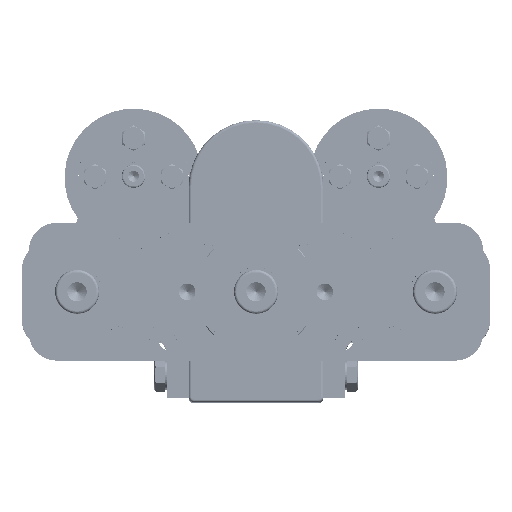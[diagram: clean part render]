
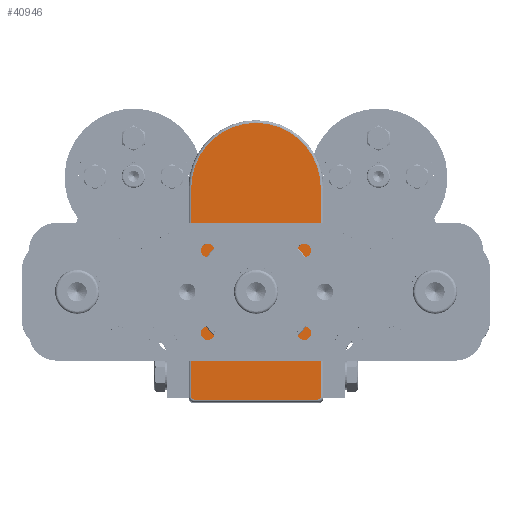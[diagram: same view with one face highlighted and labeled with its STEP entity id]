
A CAD part, top view. The second image highlights one B-rep face of the part: STEP entity #40946.
In plain terms, the highlighted planar face has unit normal (0, 0, 1).
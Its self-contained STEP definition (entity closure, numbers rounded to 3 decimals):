
#479 = CARTESIAN_POINT ( 'NONE',  ( 23.5, 38., 225. ) ) ;
#799 = CARTESIAN_POINT ( 'NONE',  ( 0., 0., 225. ) ) ;
#1008 = CIRCLE ( 'NONE', #40583, 1. ) ;
#2137 = ORIENTED_EDGE ( 'NONE', *, *, #45360, .T. ) ;
#5535 = EDGE_CURVE ( 'NONE', #45544, #50132, #20541, .T. ) ;
#7232 = VERTEX_POINT ( 'NONE', #21307 ) ;
#7784 = VERTEX_POINT ( 'NONE', #51312 ) ;
#7895 = CARTESIAN_POINT ( 'NONE',  ( 0., 0., 225. ) ) ;
#8471 = DIRECTION ( 'NONE',  ( 0., 0., 1. ) ) ;
#8758 = VERTEX_POINT ( 'NONE', #30946 ) ;
#9937 = VECTOR ( 'NONE', #42921, 1000. ) ;
#11694 = ORIENTED_EDGE ( 'NONE', *, *, #5535, .T. ) ;
#11887 = CIRCLE ( 'NONE', #50507, 1. ) ;
#11961 = FACE_OUTER_BOUND ( 'NONE', #56434, .T. ) ;
#14018 = DIRECTION ( 'NONE',  ( 1., 0., 0. ) ) ;
#14872 = CARTESIAN_POINT ( 'NONE',  ( 22.5, -38., 225. ) ) ;
#16576 = CARTESIAN_POINT ( 'NONE',  ( 0., 38., 225. ) ) ;
#17216 = EDGE_CURVE ( 'NONE', #33820, #7232, #35104, .T. ) ;
#17413 = EDGE_CURVE ( 'NONE', #7232, #45544, #11887, .T. ) ;
#17433 = DIRECTION ( 'NONE',  ( 0., 0., 1. ) ) ;
#17731 = CARTESIAN_POINT ( 'NONE',  ( 23.5, 38., 225. ) ) ;
#18447 = VECTOR ( 'NONE', #48260, 1000. ) ;
#18472 = DIRECTION ( 'NONE',  ( 0., 0., 1. ) ) ;
#18684 = DIRECTION ( 'NONE',  ( 0., 0., 1. ) ) ;
#18822 = CIRCLE ( 'NONE', #26168, 23.5 ) ;
#19239 = ORIENTED_EDGE ( 'NONE', *, *, #54964, .F. ) ;
#20541 = LINE ( 'NONE', #51297, #40084 ) ;
#21119 = DIRECTION ( 'NONE',  ( 1., 0., 0. ) ) ;
#21307 = CARTESIAN_POINT ( 'NONE',  ( -23.5, -38., 225. ) ) ;
#23266 = CARTESIAN_POINT ( 'NONE',  ( -22.5, -38., 225. ) ) ;
#25437 = LINE ( 'NONE', #479, #9937 ) ;
#26168 = AXIS2_PLACEMENT_3D ( 'NONE', #16576, #17433, #35315 ) ;
#27502 = VERTEX_POINT ( 'NONE', #17731 ) ;
#27887 = CARTESIAN_POINT ( 'NONE',  ( -22.5, -39., 225. ) ) ;
#29091 = EDGE_LOOP ( 'NONE', ( #19239 ) ) ;
#29624 = FACE_BOUND ( 'NONE', #29091, .T. ) ;
#29999 = ORIENTED_EDGE ( 'NONE', *, *, #53622, .T. ) ;
#30370 = ORIENTED_EDGE ( 'NONE', *, *, #17413, .T. ) ;
#30946 = CARTESIAN_POINT ( 'NONE',  ( 23.5, -38., 225. ) ) ;
#32439 = EDGE_CURVE ( 'NONE', #50132, #8758, #1008, .T. ) ;
#32671 = CIRCLE ( 'NONE', #53722, 22. ) ;
#33820 = VERTEX_POINT ( 'NONE', #34616 ) ;
#34616 = CARTESIAN_POINT ( 'NONE',  ( -23.5, 38., 225. ) ) ;
#35104 = LINE ( 'NONE', #52600, #18447 ) ;
#35315 = DIRECTION ( 'NONE',  ( 1., 0., 0. ) ) ;
#36202 = ORIENTED_EDGE ( 'NONE', *, *, #32439, .T. ) ;
#36242 = DIRECTION ( 'NONE',  ( 1., 0., 0. ) ) ;
#37525 = ORIENTED_EDGE ( 'NONE', *, *, #17216, .T. ) ;
#40084 = VECTOR ( 'NONE', #21119, 1000. ) ;
#40583 = AXIS2_PLACEMENT_3D ( 'NONE', #14872, #18684, #36242 ) ;
#40946 = ADVANCED_FACE ( 'NONE', ( #11961, #29624 ), #47950, .T. ) ;
#42921 = DIRECTION ( 'NONE',  ( 0., 1., 0. ) ) ;
#45360 = EDGE_CURVE ( 'NONE', #8758, #27502, #25437, .T. ) ;
#45513 = CARTESIAN_POINT ( 'NONE',  ( 22.5, -39., 225. ) ) ;
#45544 = VERTEX_POINT ( 'NONE', #27887 ) ;
#47103 = DIRECTION ( 'NONE',  ( 1., 0., 0. ) ) ;
#47862 = AXIS2_PLACEMENT_3D ( 'NONE', #7895, #8471, #47103 ) ;
#47950 = PLANE ( 'NONE',  #47862 ) ;
#48260 = DIRECTION ( 'NONE',  ( 0., -1., 0. ) ) ;
#50132 = VERTEX_POINT ( 'NONE', #45513 ) ;
#50507 = AXIS2_PLACEMENT_3D ( 'NONE', #23266, #53464, #14018 ) ;
#51297 = CARTESIAN_POINT ( 'NONE',  ( 22.5, -39., 225. ) ) ;
#51312 = CARTESIAN_POINT ( 'NONE',  ( 22., 0., 225. ) ) ;
#52600 = CARTESIAN_POINT ( 'NONE',  ( -23.5, -38., 225. ) ) ;
#53464 = DIRECTION ( 'NONE',  ( 0., 0., 1. ) ) ;
#53622 = EDGE_CURVE ( 'NONE', #27502, #33820, #18822, .T. ) ;
#53722 = AXIS2_PLACEMENT_3D ( 'NONE', #799, #18472, #53828 ) ;
#53828 = DIRECTION ( 'NONE',  ( 1., 0., 0. ) ) ;
#54964 = EDGE_CURVE ( 'NONE', #7784, #7784, #32671, .T. ) ;
#56434 = EDGE_LOOP ( 'NONE', ( #36202, #2137, #29999, #37525, #30370, #11694 ) ) ;
